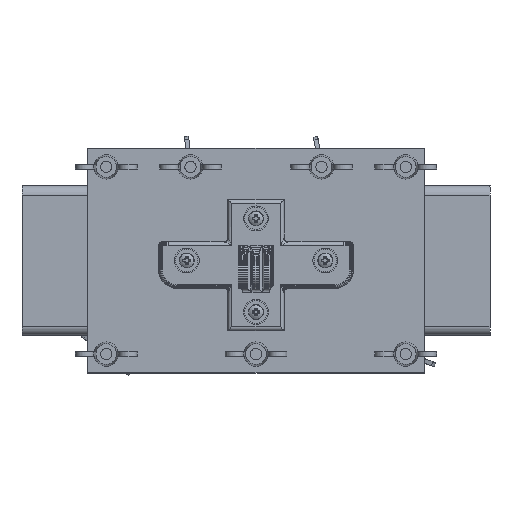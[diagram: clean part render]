
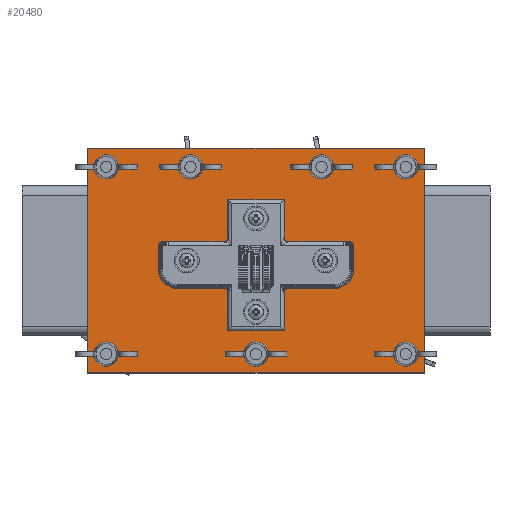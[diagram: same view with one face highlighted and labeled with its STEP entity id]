
A CAD part, top view. The second image highlights one B-rep face of the part: STEP entity #20480.
In plain terms, the highlighted planar face has unit normal (0, 0, 1).
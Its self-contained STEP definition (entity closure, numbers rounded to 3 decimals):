
#491=FACE_BOUND('',#8515,.T.);
#492=FACE_BOUND('',#8516,.T.);
#493=FACE_BOUND('',#8517,.T.);
#494=FACE_BOUND('',#8518,.T.);
#495=FACE_BOUND('',#8519,.T.);
#496=FACE_BOUND('',#8520,.T.);
#497=FACE_BOUND('',#8521,.T.);
#498=FACE_BOUND('',#8522,.T.);
#499=FACE_BOUND('',#8523,.T.);
#500=FACE_BOUND('',#8524,.T.);
#501=FACE_BOUND('',#8525,.T.);
#1603=PLANE('',#22168);
#3716=LINE('',#38637,#5856);
#3719=LINE('',#38643,#5859);
#3722=LINE('',#38649,#5862);
#3725=LINE('',#38653,#5865);
#5856=VECTOR('',#27158,10.);
#5859=VECTOR('',#27163,10.);
#5862=VECTOR('',#27168,10.);
#5865=VECTOR('',#27173,10.);
#7175=FACE_OUTER_BOUND('',#8514,.T.);
#8514=EDGE_LOOP('',(#17658,#17659,#17660,#17661));
#8515=EDGE_LOOP('',(#17662));
#8516=EDGE_LOOP('',(#17663));
#8517=EDGE_LOOP('',(#17664));
#8518=EDGE_LOOP('',(#17665));
#8519=EDGE_LOOP('',(#17666));
#8520=EDGE_LOOP('',(#17667));
#8521=EDGE_LOOP('',(#17668));
#8522=EDGE_LOOP('',(#17669));
#8523=EDGE_LOOP('',(#17670));
#8524=EDGE_LOOP('',(#17671));
#8525=EDGE_LOOP('',(#17672));
#8786=CIRCLE('',#22132,3.);
#8788=CIRCLE('',#22135,3.);
#8790=CIRCLE('',#22138,3.);
#8792=CIRCLE('',#22141,3.);
#8794=CIRCLE('',#22144,3.);
#8796=CIRCLE('',#22147,3.);
#8798=CIRCLE('',#22150,3.);
#8800=CIRCLE('',#22153,2.15);
#8802=CIRCLE('',#22156,2.15);
#8804=CIRCLE('',#22159,2.15);
#8806=CIRCLE('',#22162,2.15);
#10201=VERTEX_POINT('',#38576);
#10203=VERTEX_POINT('',#38581);
#10205=VERTEX_POINT('',#38586);
#10207=VERTEX_POINT('',#38591);
#10209=VERTEX_POINT('',#38596);
#10211=VERTEX_POINT('',#38601);
#10213=VERTEX_POINT('',#38606);
#10215=VERTEX_POINT('',#38611);
#10217=VERTEX_POINT('',#38616);
#10219=VERTEX_POINT('',#38621);
#10221=VERTEX_POINT('',#38626);
#10225=VERTEX_POINT('',#38634);
#10226=VERTEX_POINT('',#38636);
#10228=VERTEX_POINT('',#38642);
#10230=VERTEX_POINT('',#38648);
#12707=EDGE_CURVE('',#10201,#10201,#8786,.T.);
#12709=EDGE_CURVE('',#10203,#10203,#8788,.T.);
#12711=EDGE_CURVE('',#10205,#10205,#8790,.T.);
#12713=EDGE_CURVE('',#10207,#10207,#8792,.T.);
#12715=EDGE_CURVE('',#10209,#10209,#8794,.T.);
#12717=EDGE_CURVE('',#10211,#10211,#8796,.T.);
#12719=EDGE_CURVE('',#10213,#10213,#8798,.T.);
#12721=EDGE_CURVE('',#10215,#10215,#8800,.T.);
#12723=EDGE_CURVE('',#10217,#10217,#8802,.T.);
#12725=EDGE_CURVE('',#10219,#10219,#8804,.T.);
#12727=EDGE_CURVE('',#10221,#10221,#8806,.T.);
#12731=EDGE_CURVE('',#10226,#10225,#3716,.T.);
#12734=EDGE_CURVE('',#10228,#10226,#3719,.T.);
#12737=EDGE_CURVE('',#10230,#10228,#3722,.T.);
#12740=EDGE_CURVE('',#10225,#10230,#3725,.T.);
#17658=ORIENTED_EDGE('',*,*,#12740,.T.);
#17659=ORIENTED_EDGE('',*,*,#12737,.T.);
#17660=ORIENTED_EDGE('',*,*,#12734,.T.);
#17661=ORIENTED_EDGE('',*,*,#12731,.T.);
#17662=ORIENTED_EDGE('',*,*,#12707,.T.);
#17663=ORIENTED_EDGE('',*,*,#12709,.T.);
#17664=ORIENTED_EDGE('',*,*,#12711,.T.);
#17665=ORIENTED_EDGE('',*,*,#12713,.T.);
#17666=ORIENTED_EDGE('',*,*,#12715,.T.);
#17667=ORIENTED_EDGE('',*,*,#12717,.T.);
#17668=ORIENTED_EDGE('',*,*,#12719,.T.);
#17669=ORIENTED_EDGE('',*,*,#12721,.T.);
#17670=ORIENTED_EDGE('',*,*,#12723,.T.);
#17671=ORIENTED_EDGE('',*,*,#12725,.T.);
#17672=ORIENTED_EDGE('',*,*,#12727,.T.);
#20480=ADVANCED_FACE('',(#7175,#491,#492,#493,#494,#495,#496,#497,#498,
#499,#500,#501),#1603,.T.);
#22132=AXIS2_PLACEMENT_3D('',#38577,#27090,#27091);
#22135=AXIS2_PLACEMENT_3D('',#38582,#27096,#27097);
#22138=AXIS2_PLACEMENT_3D('',#38587,#27102,#27103);
#22141=AXIS2_PLACEMENT_3D('',#38592,#27108,#27109);
#22144=AXIS2_PLACEMENT_3D('',#38597,#27114,#27115);
#22147=AXIS2_PLACEMENT_3D('',#38602,#27120,#27121);
#22150=AXIS2_PLACEMENT_3D('',#38607,#27126,#27127);
#22153=AXIS2_PLACEMENT_3D('',#38612,#27132,#27133);
#22156=AXIS2_PLACEMENT_3D('',#38617,#27138,#27139);
#22159=AXIS2_PLACEMENT_3D('',#38622,#27144,#27145);
#22162=AXIS2_PLACEMENT_3D('',#38627,#27150,#27151);
#22168=AXIS2_PLACEMENT_3D('',#38654,#27174,#27175);
#27090=DIRECTION('center_axis',(0.,0.,-1.));
#27091=DIRECTION('ref_axis',(-1.,0.,0.));
#27096=DIRECTION('center_axis',(0.,0.,-1.));
#27097=DIRECTION('ref_axis',(-1.,0.,0.));
#27102=DIRECTION('center_axis',(0.,0.,-1.));
#27103=DIRECTION('ref_axis',(-1.,0.,0.));
#27108=DIRECTION('center_axis',(0.,0.,-1.));
#27109=DIRECTION('ref_axis',(-1.,0.,0.));
#27114=DIRECTION('center_axis',(0.,0.,-1.));
#27115=DIRECTION('ref_axis',(-1.,0.,0.));
#27120=DIRECTION('center_axis',(0.,0.,-1.));
#27121=DIRECTION('ref_axis',(-1.,0.,0.));
#27126=DIRECTION('center_axis',(0.,0.,-1.));
#27127=DIRECTION('ref_axis',(-1.,0.,0.));
#27132=DIRECTION('center_axis',(0.,0.,-1.));
#27133=DIRECTION('ref_axis',(-1.,0.,0.));
#27138=DIRECTION('center_axis',(0.,0.,-1.));
#27139=DIRECTION('ref_axis',(-1.,0.,0.));
#27144=DIRECTION('center_axis',(0.,0.,-1.));
#27145=DIRECTION('ref_axis',(-1.,0.,0.));
#27150=DIRECTION('center_axis',(0.,0.,-1.));
#27151=DIRECTION('ref_axis',(-1.,0.,0.));
#27158=DIRECTION('',(0.,1.,0.));
#27163=DIRECTION('',(1.,0.,0.));
#27168=DIRECTION('',(0.,-1.,0.));
#27173=DIRECTION('',(-1.,0.,0.));
#27174=DIRECTION('center_axis',(0.,0.,1.));
#27175=DIRECTION('ref_axis',(1.,0.,0.));
#38576=CARTESIAN_POINT('',(38.,50.,6.));
#38577=CARTESIAN_POINT('Origin',(35.,50.,6.));
#38581=CARTESIAN_POINT('',(-32.,50.,6.));
#38582=CARTESIAN_POINT('Origin',(-35.,50.,6.));
#38586=CARTESIAN_POINT('',(-77.,50.,6.));
#38587=CARTESIAN_POINT('Origin',(-80.,50.,6.));
#38591=CARTESIAN_POINT('',(83.,-50.,6.));
#38592=CARTESIAN_POINT('Origin',(80.,-50.,6.));
#38596=CARTESIAN_POINT('',(3.,-50.,6.));
#38597=CARTESIAN_POINT('Origin',(0.,-50.,6.));
#38601=CARTESIAN_POINT('',(83.,50.,6.));
#38602=CARTESIAN_POINT('Origin',(80.,50.,6.));
#38606=CARTESIAN_POINT('',(-77.,-50.,6.));
#38607=CARTESIAN_POINT('Origin',(-80.,-50.,6.));
#38611=CARTESIAN_POINT('',(-34.85,0.,6.));
#38612=CARTESIAN_POINT('Origin',(-37.,0.,6.));
#38616=CARTESIAN_POINT('',(39.15,0.,6.));
#38617=CARTESIAN_POINT('Origin',(37.,0.,6.));
#38621=CARTESIAN_POINT('',(2.15,-27.5,6.));
#38622=CARTESIAN_POINT('Origin',(0.,-27.5,6.));
#38626=CARTESIAN_POINT('',(2.15,22.5,6.));
#38627=CARTESIAN_POINT('Origin',(0.,22.5,6.));
#38634=CARTESIAN_POINT('',(90.,60.,6.));
#38636=CARTESIAN_POINT('',(90.,-60.,6.));
#38637=CARTESIAN_POINT('',(90.,-60.,6.));
#38642=CARTESIAN_POINT('',(-90.,-60.,6.));
#38643=CARTESIAN_POINT('',(-90.,-60.,6.));
#38648=CARTESIAN_POINT('',(-90.,60.,6.));
#38649=CARTESIAN_POINT('',(-90.,60.,6.));
#38653=CARTESIAN_POINT('',(90.,60.,6.));
#38654=CARTESIAN_POINT('Origin',(0.,0.,6.));
